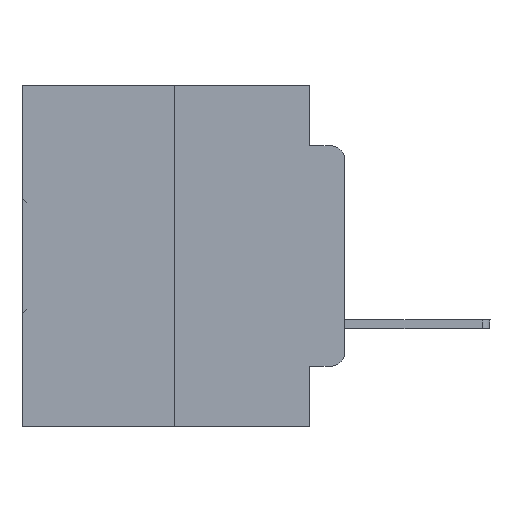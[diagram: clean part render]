
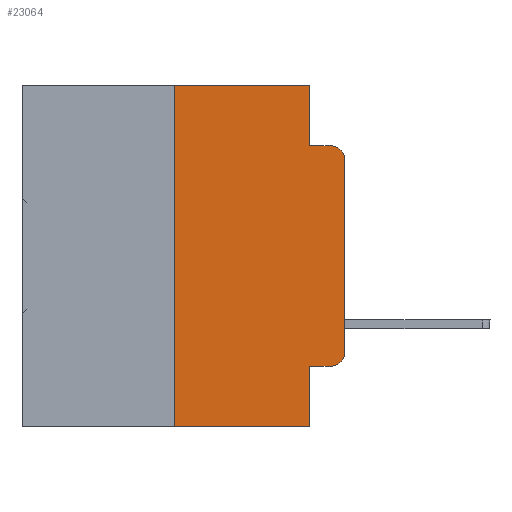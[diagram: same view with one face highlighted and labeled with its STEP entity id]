
A CAD part, left-side view. The second image highlights one B-rep face of the part: STEP entity #23064.
In plain terms, the highlighted planar face has unit normal (-1, 0, 0).
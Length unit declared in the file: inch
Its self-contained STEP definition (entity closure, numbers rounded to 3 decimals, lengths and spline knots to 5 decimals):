
#26 = VERTEX_POINT ( 'NONE', #21693 ) ;
#1109 = DIRECTION ( 'NONE',  ( 0., 0., -1. ) ) ;
#1529 = CARTESIAN_POINT ( 'NONE',  ( 0., 0.25, 0. ) ) ;
#1748 = VECTOR ( 'NONE', #1109, 39.37008 ) ;
#1802 = VERTEX_POINT ( 'NONE', #32299 ) ;
#2673 = DIRECTION ( 'NONE',  ( 0., -1., 0. ) ) ;
#2814 = EDGE_CURVE ( 'NONE', #6134, #26051, #18080, .T. ) ;
#3149 = LINE ( 'NONE', #20359, #17149 ) ;
#3172 = EDGE_CURVE ( 'NONE', #30215, #16482, #25393, .T. ) ;
#3300 = CARTESIAN_POINT ( 'NONE',  ( 0., 0.051, 0. ) ) ;
#3745 = CARTESIAN_POINT ( 'NONE',  ( 0., 0.051, 0. ) ) ;
#4556 = CARTESIAN_POINT ( 'NONE',  ( 0., 0.25, 0. ) ) ;
#5244 = CARTESIAN_POINT ( 'NONE',  ( 0., 0.02, -0.4115 ) ) ;
#5312 = DIRECTION ( 'NONE',  ( -1., 0., 0. ) ) ;
#5352 = ORIENTED_EDGE ( 'NONE', *, *, #2814, .T. ) ;
#5847 = ORIENTED_EDGE ( 'NONE', *, *, #14798, .T. ) ;
#6002 = VERTEX_POINT ( 'NONE', #24653 ) ;
#6134 = VERTEX_POINT ( 'NONE', #10885 ) ;
#6656 = DIRECTION ( 'NONE',  ( 0., 0., -1. ) ) ;
#7010 = ORIENTED_EDGE ( 'NONE', *, *, #7633, .F. ) ;
#7291 = DIRECTION ( 'NONE',  ( 0., 0., -1. ) ) ;
#7633 = EDGE_CURVE ( 'NONE', #23130, #10586, #21632, .T. ) ;
#8029 = ORIENTED_EDGE ( 'NONE', *, *, #22491, .T. ) ;
#8539 = AXIS2_PLACEMENT_3D ( 'NONE', #32323, #21519, #6656 ) ;
#8742 = DIRECTION ( 'NONE',  ( 0., -1., 0. ) ) ;
#9011 = ORIENTED_EDGE ( 'NONE', *, *, #17959, .F. ) ;
#9199 = LINE ( 'NONE', #3745, #1748 ) ;
#9327 = VECTOR ( 'NONE', #8742, 39.37008 ) ;
#9593 = AXIS2_PLACEMENT_3D ( 'NONE', #20188, #5312, #7291 ) ;
#10267 = LINE ( 'NONE', #3300, #13098 ) ;
#10421 = DIRECTION ( 'NONE',  ( 0., 0., -1. ) ) ;
#10586 = VERTEX_POINT ( 'NONE', #15049 ) ;
#10600 = CARTESIAN_POINT ( 'NONE',  ( 0., 0.051, -0.4115 ) ) ;
#10885 = CARTESIAN_POINT ( 'NONE',  ( 0., 0.25, -0.5 ) ) ;
#11361 = VECTOR ( 'NONE', #2673, 39.37008 ) ;
#11959 = ORIENTED_EDGE ( 'NONE', *, *, #27447, .F. ) ;
#11999 = DIRECTION ( 'NONE',  ( 0., 0., 1. ) ) ;
#12200 = AXIS2_PLACEMENT_3D ( 'NONE', #20514, #15707, #10421 ) ;
#12455 = CARTESIAN_POINT ( 'NONE',  ( 0., 0.473, -0.5 ) ) ;
#12589 = CARTESIAN_POINT ( 'NONE',  ( 0., 0.02, -0.0885 ) ) ;
#13098 = VECTOR ( 'NONE', #13391, 39.37008 ) ;
#13391 = DIRECTION ( 'NONE',  ( 0., 0., -1. ) ) ;
#14229 = EDGE_CURVE ( 'NONE', #6134, #23130, #19284, .T. ) ;
#14406 = ORIENTED_EDGE ( 'NONE', *, *, #26280, .F. ) ;
#14755 = PLANE ( 'NONE',  #8539 ) ;
#14798 = EDGE_CURVE ( 'NONE', #20068, #26, #26463, .T. ) ;
#14866 = LINE ( 'NONE', #29804, #28071 ) ;
#15049 = CARTESIAN_POINT ( 'NONE',  ( 0., 0.051, 0. ) ) ;
#15707 = DIRECTION ( 'NONE',  ( -1., 0., 0. ) ) ;
#16356 = CARTESIAN_POINT ( 'NONE',  ( 0., 0.473, 0. ) ) ;
#16482 = VERTEX_POINT ( 'NONE', #12589 ) ;
#17149 = VECTOR ( 'NONE', #22523, 39.37008 ) ;
#17848 = DIRECTION ( 'NONE',  ( 0., 0., 1. ) ) ;
#17959 = EDGE_CURVE ( 'NONE', #10586, #6002, #10267, .T. ) ;
#18080 = LINE ( 'NONE', #12455, #19307 ) ;
#19284 = LINE ( 'NONE', #4556, #30712 ) ;
#19307 = VECTOR ( 'NONE', #25038, 39.37008 ) ;
#19601 = CARTESIAN_POINT ( 'NONE',  ( 0., 0., -0.1085 ) ) ;
#19667 = CARTESIAN_POINT ( 'NONE',  ( 0., 0.051, -0.5 ) ) ;
#20068 = VERTEX_POINT ( 'NONE', #5244 ) ;
#20121 = ORIENTED_EDGE ( 'NONE', *, *, #28609, .T. ) ;
#20188 = CARTESIAN_POINT ( 'NONE',  ( 0., 0.02, -0.1085 ) ) ;
#20359 = CARTESIAN_POINT ( 'NONE',  ( 0., 0.051, -0.0885 ) ) ;
#20514 = CARTESIAN_POINT ( 'NONE',  ( 0., 0.02, -0.3915 ) ) ;
#21519 = DIRECTION ( 'NONE',  ( 1., 0., 0. ) ) ;
#21632 = LINE ( 'NONE', #16356, #9327 ) ;
#21693 = CARTESIAN_POINT ( 'NONE',  ( 0., 0., -0.3915 ) ) ;
#21859 = FACE_OUTER_BOUND ( 'NONE', #28603, .T. ) ;
#22491 = EDGE_CURVE ( 'NONE', #26, #30215, #14866, .T. ) ;
#22523 = DIRECTION ( 'NONE',  ( 0., -1., 0. ) ) ;
#23064 = ADVANCED_FACE ( 'NONE', ( #21859 ), #14755, .F. ) ;
#23130 = VERTEX_POINT ( 'NONE', #1529 ) ;
#24653 = CARTESIAN_POINT ( 'NONE',  ( 0., 0.051, -0.0885 ) ) ;
#25038 = DIRECTION ( 'NONE',  ( 0., -1., 0. ) ) ;
#25179 = LINE ( 'NONE', #10600, #11361 ) ;
#25393 = CIRCLE ( 'NONE', #9593, 0.02 ) ;
#26051 = VERTEX_POINT ( 'NONE', #19667 ) ;
#26280 = EDGE_CURVE ( 'NONE', #1802, #26051, #9199, .T. ) ;
#26365 = ORIENTED_EDGE ( 'NONE', *, *, #3172, .T. ) ;
#26463 = CIRCLE ( 'NONE', #12200, 0.02 ) ;
#27447 = EDGE_CURVE ( 'NONE', #6002, #16482, #3149, .T. ) ;
#28071 = VECTOR ( 'NONE', #17848, 39.37008 ) ;
#28573 = ORIENTED_EDGE ( 'NONE', *, *, #14229, .F. ) ;
#28603 = EDGE_LOOP ( 'NONE', ( #8029, #26365, #11959, #9011, #7010, #28573, #5352, #14406, #20121, #5847 ) ) ;
#28609 = EDGE_CURVE ( 'NONE', #1802, #20068, #25179, .T. ) ;
#29804 = CARTESIAN_POINT ( 'NONE',  ( 0., 0., 0. ) ) ;
#30215 = VERTEX_POINT ( 'NONE', #19601 ) ;
#30712 = VECTOR ( 'NONE', #11999, 39.37008 ) ;
#32299 = CARTESIAN_POINT ( 'NONE',  ( 0., 0.051, -0.4115 ) ) ;
#32323 = CARTESIAN_POINT ( 'NONE',  ( 0., 0.473, 0. ) ) ;
